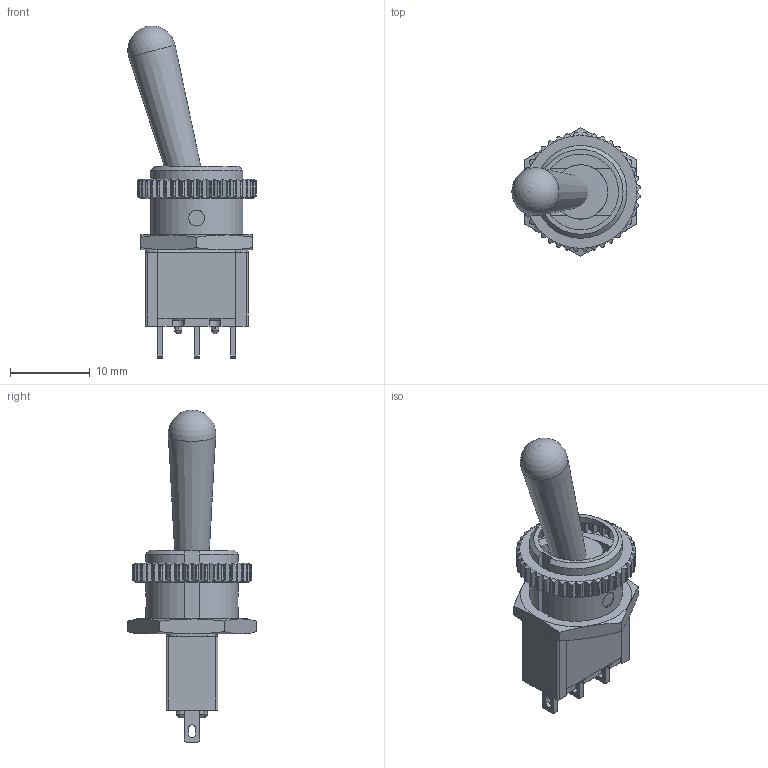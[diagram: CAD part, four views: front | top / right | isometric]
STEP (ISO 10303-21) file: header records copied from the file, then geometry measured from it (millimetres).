
FILE_DESCRIPTION(/* description */ (''),/* implementation_level */ '2;1');
FILE_NAME(/* name */ 'T80-T Z1 12mm.step',/* time_stamp */ '2024-09-04T15:13:06+02:00',/* author */ (''),/* organization */ (''),/* preprocessor_version */ 'ST-DEVELOPER v20',/* originating_system */ 'Autodesk Translation Framework v13.14.0.145',/* authorisation */ '');
FILE_SCHEMA (('AUTOMOTIVE_DESIGN { 1 0 10303 214 3 1 1 }'));
Length unit declared in the file: millimetre
Products named in the file (6): T80-T Z1 12mm; Body; Body001; Array; Body006; c3900ba
Assembly tree (7 placements, depth 3):
  T80-T Z1 12mm
    Body
    Body001
    Array
      Body006  x3
    c3900ba
Bounding box: 16.12 x 16.17 x 41.65 mm (x, y, z)
Volume: 2347.6 mm3; surface area: 2656.2 mm2
Topology: 6 solids, 6 shells, 448 faces, 1250 edges, 816 vertices
Faces by surface type: plane 184, cylinder 173, cone 85, bspline 4, sphere 2
Full cylindrical faces by diameter (mm): 2 x4, 6.8 x1
Entity records: 17809 total; most frequent: CARTESIAN_POINT 7001, ORIENTED_EDGE 2376, DIRECTION 2128, EDGE_CURVE 1188, AXIS2_PLACEMENT_3D 853, VERTEX_POINT 776, EDGE_LOOP 440, FACE_OUTER_BOUND 424
